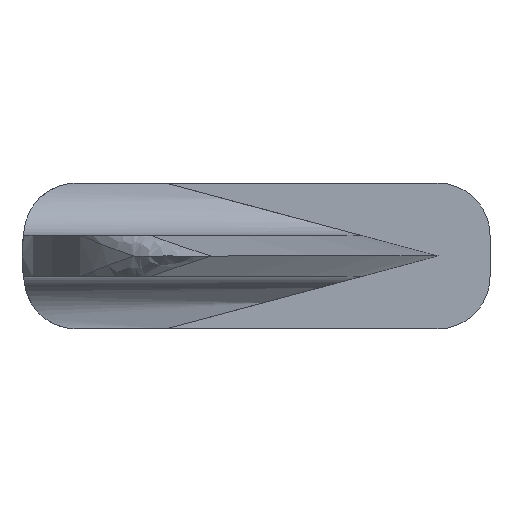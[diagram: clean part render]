
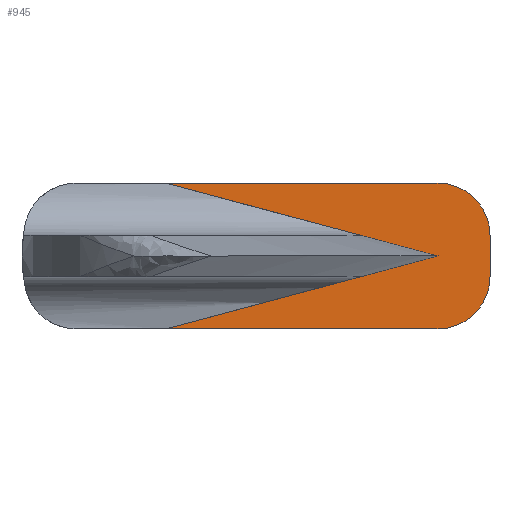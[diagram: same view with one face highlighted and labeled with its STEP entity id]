
A CAD part, left-side view. The second image highlights one B-rep face of the part: STEP entity #945.
In plain terms, the highlighted planar face has unit normal (-1, 0, 0).
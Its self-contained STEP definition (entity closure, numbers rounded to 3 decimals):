
#85=LINE('',#1802,#131);
#86=LINE('',#1804,#132);
#87=LINE('',#1808,#133);
#88=LINE('',#1811,#134);
#89=LINE('',#1812,#135);
#131=VECTOR('',#1242,10.);
#132=VECTOR('',#1243,10.);
#133=VECTOR('',#1246,10.);
#134=VECTOR('',#1249,10.);
#135=VECTOR('',#1250,10.);
#181=CIRCLE('',#1054,5.);
#182=CIRCLE('',#1055,5.);
#208=PLANE('',#1053);
#245=FACE_OUTER_BOUND('',#303,.T.);
#303=EDGE_LOOP('',(#700,#701,#702,#703,#704,#705,#706));
#414=VERTEX_POINT('',#1736);
#418=VERTEX_POINT('',#1759);
#426=VERTEX_POINT('',#1801);
#427=VERTEX_POINT('',#1803);
#428=VERTEX_POINT('',#1805);
#429=VERTEX_POINT('',#1807);
#430=VERTEX_POINT('',#1809);
#531=EDGE_CURVE('',#426,#414,#85,.T.);
#532=EDGE_CURVE('',#427,#414,#86,.T.);
#533=EDGE_CURVE('',#428,#427,#181,.T.);
#534=EDGE_CURVE('',#429,#428,#87,.T.);
#535=EDGE_CURVE('',#430,#429,#182,.T.);
#536=EDGE_CURVE('',#418,#430,#88,.T.);
#537=EDGE_CURVE('',#418,#426,#89,.T.);
#700=ORIENTED_EDGE('',*,*,#531,.T.);
#701=ORIENTED_EDGE('',*,*,#532,.F.);
#702=ORIENTED_EDGE('',*,*,#533,.F.);
#703=ORIENTED_EDGE('',*,*,#534,.F.);
#704=ORIENTED_EDGE('',*,*,#535,.F.);
#705=ORIENTED_EDGE('',*,*,#536,.F.);
#706=ORIENTED_EDGE('',*,*,#537,.T.);
#945=ADVANCED_FACE('',(#245),#208,.F.);
#1053=AXIS2_PLACEMENT_3D('',#1800,#1240,#1241);
#1054=AXIS2_PLACEMENT_3D('',#1806,#1244,#1245);
#1055=AXIS2_PLACEMENT_3D('',#1810,#1247,#1248);
#1240=DIRECTION('center_axis',(1.,0.,0.));
#1241=DIRECTION('ref_axis',(0.,0.,-1.));
#1242=DIRECTION('',(0.,0.966,-0.259));
#1243=DIRECTION('',(0.,1.,0.));
#1244=DIRECTION('center_axis',(1.,0.,0.));
#1245=DIRECTION('ref_axis',(0.,-0.707,-0.707));
#1246=DIRECTION('',(0.,0.,-1.));
#1247=DIRECTION('center_axis',(1.,0.,0.));
#1248=DIRECTION('ref_axis',(0.,-0.707,0.707));
#1249=DIRECTION('',(0.,-1.,0.));
#1250=DIRECTION('',(0.,-0.966,-0.259));
#1736=CARTESIAN_POINT('',(0.,26.124,-7.));
#1759=CARTESIAN_POINT('',(0.,26.124,7.));
#1800=CARTESIAN_POINT('Origin',(0.,20.,0.));
#1801=CARTESIAN_POINT('',(0.,0.,0.));
#1802=CARTESIAN_POINT('',(0.,0.,0.));
#1803=CARTESIAN_POINT('',(0.,0.,-7.));
#1804=CARTESIAN_POINT('',(0.,-5.,-7.));
#1805=CARTESIAN_POINT('',(0.,-5.,-2.));
#1806=CARTESIAN_POINT('Origin',(0.,0.,-2.));
#1807=CARTESIAN_POINT('',(0.,-5.,2.));
#1808=CARTESIAN_POINT('',(0.,-5.,7.));
#1809=CARTESIAN_POINT('',(0.,0.,7.));
#1810=CARTESIAN_POINT('Origin',(0.,0.,2.));
#1811=CARTESIAN_POINT('',(0.,45.,7.));
#1812=CARTESIAN_POINT('',(0.,7.464,2.));
